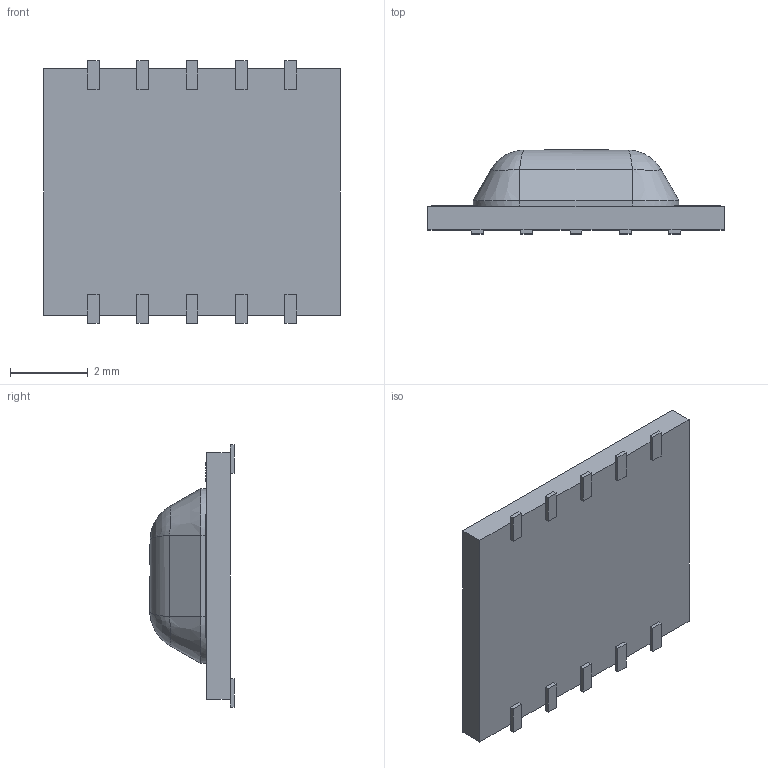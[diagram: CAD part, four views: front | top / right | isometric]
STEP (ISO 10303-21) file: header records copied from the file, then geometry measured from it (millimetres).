
FILE_DESCRIPTION (( 'STEP AP214' ), '1' );
FILE_NAME ('DZ885_STEP.STEP', '2024-12-06T09:12:01', ( '' ), ( '' ), 'SwSTEP 2.0', 'SolidWorks 2023', '' );
FILE_SCHEMA (( 'AUTOMOTIVE_DESIGN' ));
Length unit declared in the file: millimetre
Products named in the file (1): DZ885_STEP
Bounding box: 7.62 x 2.17 x 6.76 mm (x, y, z)
Volume: 54.1 mm3; surface area: 130.2 mm2
Topology: 1 solids, 1 shells, 272 faces, 734 edges, 472 vertices
Faces by surface type: plane 184, bspline 55, cylinder 29, cone 4
Entity records: 9691 total; most frequent: CARTESIAN_POINT 3288, ORIENTED_EDGE 1460, DIRECTION 1074, EDGE_CURVE 730, LINE 522, VECTOR 522, VERTEX_POINT 472, EDGE_LOOP 284
